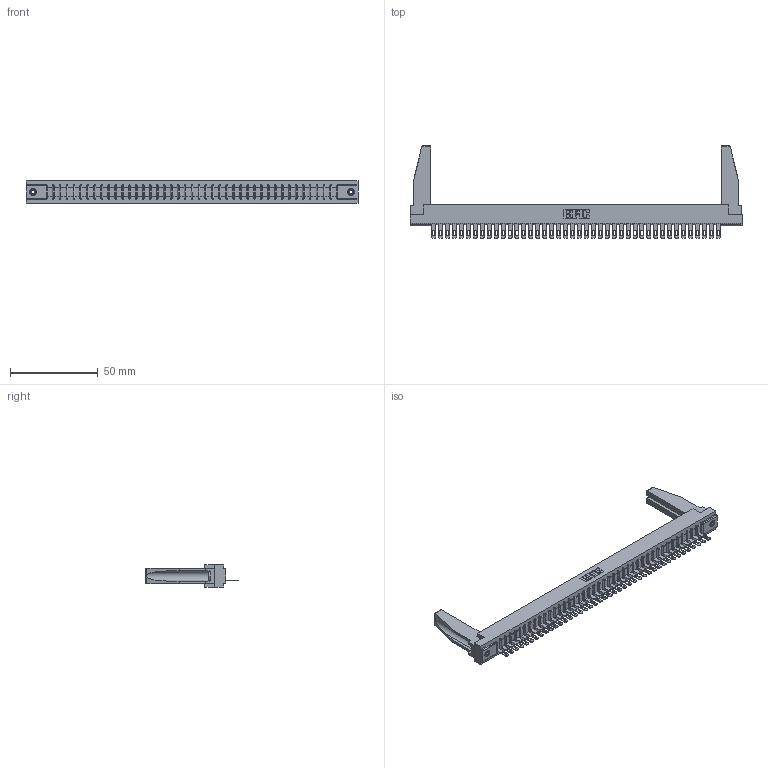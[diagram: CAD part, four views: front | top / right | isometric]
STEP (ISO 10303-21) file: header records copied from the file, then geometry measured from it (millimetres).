
FILE_DESCRIPTION (( 'STEP AP203' ), '1' );
FILE_NAME ('357-042-505-178.STEP', '2019-09-14T11:12:47', ( '' ), ( '' ), 'SwSTEP 2.0', 'SolidWorks 2016', '' );
FILE_SCHEMA (( 'CONFIG_CONTROL_DESIGN' ));
Length unit declared in the file: inch
Products named in the file (5): 307-220-078; 357-042-505-178; 307 Part_.156 Dia Mounting Holes; 307-290-001_505; 345-250-001_345-250-001-102
Assembly tree (47 placements, depth 2):
  357-042-505-178
    307 Part_.156 Dia Mounting Holes
    307-290-001_505  x42
    307-220-078  x2
    345-250-001_345-250-001-102  x2
Bounding box: 189.43 x 52.88 x 12.7 mm (x, y, z)
Volume: 23715.8 mm3; surface area: 25069.1 mm2
Topology: 47 solids, 47 shells, 2643 faces, 7457 edges, 4790 vertices
Faces by surface type: plane 1666, cylinder 875, sphere 86, cone 12, torus 4
Entity records: 38419 total; most frequent: CARTESIAN_POINT 6470, ORIENTED_EDGE 6412, DIRECTION 6250, EDGE_CURVE 3206, LINE 2462, VECTOR 2462, VERTEX_POINT 2072, AXIS2_PLACEMENT_3D 1894
